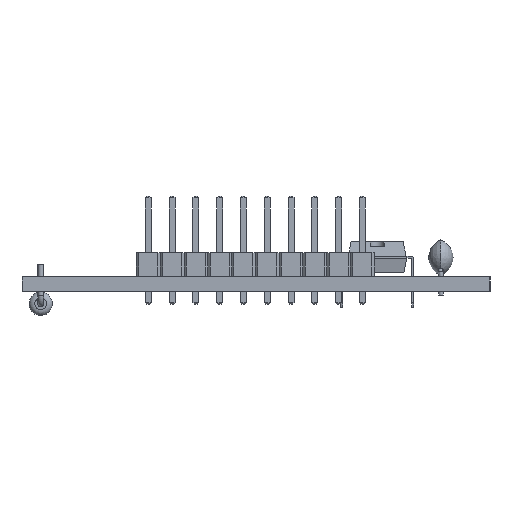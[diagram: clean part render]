
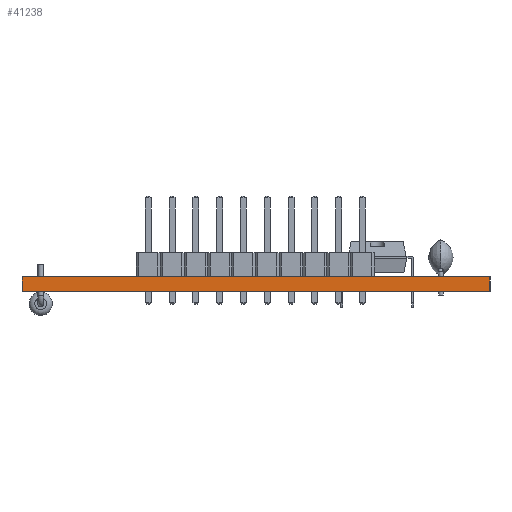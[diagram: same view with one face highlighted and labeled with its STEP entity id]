
A CAD part, left-side view. The second image highlights one B-rep face of the part: STEP entity #41238.
In plain terms, the highlighted planar face has unit normal (-1, 0, 0).
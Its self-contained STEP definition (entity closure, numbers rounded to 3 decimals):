
#41057 = PLANE('',#41058);
#41058 = AXIS2_PLACEMENT_3D('',#41059,#41060,#41061);
#41059 = CARTESIAN_POINT('',(110.,-50.,0.));
#41060 = DIRECTION('',(0.,-1.,0.));
#41061 = DIRECTION('',(-1.,0.,0.));
#41082 = VERTEX_POINT('',#41083);
#41083 = CARTESIAN_POINT('',(0.,-50.,1.6));
#41097 = PLANE('',#41098);
#41098 = AXIS2_PLACEMENT_3D('',#41099,#41100,#41101);
#41099 = CARTESIAN_POINT('',(55.,-25.,1.6));
#41100 = DIRECTION('',(-0.,-0.,-1.));
#41101 = DIRECTION('',(-1.,0.,0.));
#41109 = EDGE_CURVE('',#41110,#41082,#41112,.T.);
#41110 = VERTEX_POINT('',#41111);
#41111 = CARTESIAN_POINT('',(0.,-50.,0.));
#41112 = SURFACE_CURVE('',#41113,(#41117,#41124),.PCURVE_S1.);
#41113 = LINE('',#41114,#41115);
#41114 = CARTESIAN_POINT('',(0.,-50.,0.));
#41115 = VECTOR('',#41116,1.);
#41116 = DIRECTION('',(0.,0.,1.));
#41117 = PCURVE('',#41057,#41118);
#41118 = DEFINITIONAL_REPRESENTATION('',(#41119),#41123);
#41119 = LINE('',#41120,#41121);
#41120 = CARTESIAN_POINT('',(110.,0.));
#41121 = VECTOR('',#41122,1.);
#41122 = DIRECTION('',(0.,-1.));
#41123 = ( GEOMETRIC_REPRESENTATION_CONTEXT(2) 
PARAMETRIC_REPRESENTATION_CONTEXT() REPRESENTATION_CONTEXT('2D SPACE',''
  ) );
#41124 = PCURVE('',#41125,#41130);
#41125 = PLANE('',#41126);
#41126 = AXIS2_PLACEMENT_3D('',#41127,#41128,#41129);
#41127 = CARTESIAN_POINT('',(0.,-50.,0.));
#41128 = DIRECTION('',(-1.,0.,0.));
#41129 = DIRECTION('',(0.,1.,0.));
#41130 = DEFINITIONAL_REPRESENTATION('',(#41131),#41135);
#41131 = LINE('',#41132,#41133);
#41132 = CARTESIAN_POINT('',(0.,0.));
#41133 = VECTOR('',#41134,1.);
#41134 = DIRECTION('',(0.,-1.));
#41135 = ( GEOMETRIC_REPRESENTATION_CONTEXT(2) 
PARAMETRIC_REPRESENTATION_CONTEXT() REPRESENTATION_CONTEXT('2D SPACE',''
  ) );
#41151 = PLANE('',#41152);
#41152 = AXIS2_PLACEMENT_3D('',#41153,#41154,#41155);
#41153 = CARTESIAN_POINT('',(55.,-25.,0.));
#41154 = DIRECTION('',(-0.,-0.,-1.));
#41155 = DIRECTION('',(-1.,0.,0.));
#41184 = PLANE('',#41185);
#41185 = AXIS2_PLACEMENT_3D('',#41186,#41187,#41188);
#41186 = CARTESIAN_POINT('',(0.,0.,0.));
#41187 = DIRECTION('',(0.,1.,0.));
#41188 = DIRECTION('',(1.,0.,0.));
#41238 = ADVANCED_FACE('',(#41239),#41125,.T.);
#41239 = FACE_BOUND('',#41240,.T.);
#41240 = EDGE_LOOP('',(#41241,#41242,#41265,#41288));
#41241 = ORIENTED_EDGE('',*,*,#41109,.T.);
#41242 = ORIENTED_EDGE('',*,*,#41243,.T.);
#41243 = EDGE_CURVE('',#41082,#41244,#41246,.T.);
#41244 = VERTEX_POINT('',#41245);
#41245 = CARTESIAN_POINT('',(0.,0.,1.6));
#41246 = SURFACE_CURVE('',#41247,(#41251,#41258),.PCURVE_S1.);
#41247 = LINE('',#41248,#41249);
#41248 = CARTESIAN_POINT('',(0.,-50.,1.6));
#41249 = VECTOR('',#41250,1.);
#41250 = DIRECTION('',(0.,1.,0.));
#41251 = PCURVE('',#41125,#41252);
#41252 = DEFINITIONAL_REPRESENTATION('',(#41253),#41257);
#41253 = LINE('',#41254,#41255);
#41254 = CARTESIAN_POINT('',(0.,-1.6));
#41255 = VECTOR('',#41256,1.);
#41256 = DIRECTION('',(1.,0.));
#41257 = ( GEOMETRIC_REPRESENTATION_CONTEXT(2) 
PARAMETRIC_REPRESENTATION_CONTEXT() REPRESENTATION_CONTEXT('2D SPACE',''
  ) );
#41258 = PCURVE('',#41097,#41259);
#41259 = DEFINITIONAL_REPRESENTATION('',(#41260),#41264);
#41260 = LINE('',#41261,#41262);
#41261 = CARTESIAN_POINT('',(55.,-25.));
#41262 = VECTOR('',#41263,1.);
#41263 = DIRECTION('',(0.,1.));
#41264 = ( GEOMETRIC_REPRESENTATION_CONTEXT(2) 
PARAMETRIC_REPRESENTATION_CONTEXT() REPRESENTATION_CONTEXT('2D SPACE',''
  ) );
#41265 = ORIENTED_EDGE('',*,*,#41266,.F.);
#41266 = EDGE_CURVE('',#41267,#41244,#41269,.T.);
#41267 = VERTEX_POINT('',#41268);
#41268 = CARTESIAN_POINT('',(0.,-0.,0.));
#41269 = SURFACE_CURVE('',#41270,(#41274,#41281),.PCURVE_S1.);
#41270 = LINE('',#41271,#41272);
#41271 = CARTESIAN_POINT('',(0.,-0.,0.));
#41272 = VECTOR('',#41273,1.);
#41273 = DIRECTION('',(0.,0.,1.));
#41274 = PCURVE('',#41125,#41275);
#41275 = DEFINITIONAL_REPRESENTATION('',(#41276),#41280);
#41276 = LINE('',#41277,#41278);
#41277 = CARTESIAN_POINT('',(50.,0.));
#41278 = VECTOR('',#41279,1.);
#41279 = DIRECTION('',(0.,-1.));
#41280 = ( GEOMETRIC_REPRESENTATION_CONTEXT(2) 
PARAMETRIC_REPRESENTATION_CONTEXT() REPRESENTATION_CONTEXT('2D SPACE',''
  ) );
#41281 = PCURVE('',#41184,#41282);
#41282 = DEFINITIONAL_REPRESENTATION('',(#41283),#41287);
#41283 = LINE('',#41284,#41285);
#41284 = CARTESIAN_POINT('',(0.,0.));
#41285 = VECTOR('',#41286,1.);
#41286 = DIRECTION('',(0.,-1.));
#41287 = ( GEOMETRIC_REPRESENTATION_CONTEXT(2) 
PARAMETRIC_REPRESENTATION_CONTEXT() REPRESENTATION_CONTEXT('2D SPACE',''
  ) );
#41288 = ORIENTED_EDGE('',*,*,#41289,.F.);
#41289 = EDGE_CURVE('',#41110,#41267,#41290,.T.);
#41290 = SURFACE_CURVE('',#41291,(#41295,#41302),.PCURVE_S1.);
#41291 = LINE('',#41292,#41293);
#41292 = CARTESIAN_POINT('',(0.,-50.,0.));
#41293 = VECTOR('',#41294,1.);
#41294 = DIRECTION('',(0.,1.,0.));
#41295 = PCURVE('',#41125,#41296);
#41296 = DEFINITIONAL_REPRESENTATION('',(#41297),#41301);
#41297 = LINE('',#41298,#41299);
#41298 = CARTESIAN_POINT('',(0.,0.));
#41299 = VECTOR('',#41300,1.);
#41300 = DIRECTION('',(1.,0.));
#41301 = ( GEOMETRIC_REPRESENTATION_CONTEXT(2) 
PARAMETRIC_REPRESENTATION_CONTEXT() REPRESENTATION_CONTEXT('2D SPACE',''
  ) );
#41302 = PCURVE('',#41151,#41303);
#41303 = DEFINITIONAL_REPRESENTATION('',(#41304),#41308);
#41304 = LINE('',#41305,#41306);
#41305 = CARTESIAN_POINT('',(55.,-25.));
#41306 = VECTOR('',#41307,1.);
#41307 = DIRECTION('',(0.,1.));
#41308 = ( GEOMETRIC_REPRESENTATION_CONTEXT(2) 
PARAMETRIC_REPRESENTATION_CONTEXT() REPRESENTATION_CONTEXT('2D SPACE',''
  ) );
